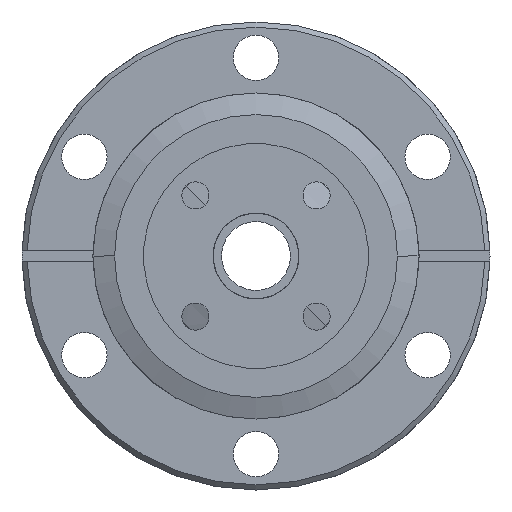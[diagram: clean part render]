
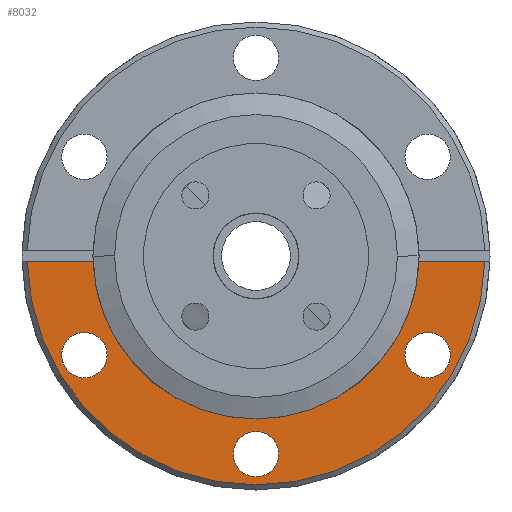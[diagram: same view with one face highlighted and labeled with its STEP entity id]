
A CAD part, left-side view. The second image highlights one B-rep face of the part: STEP entity #8032.
In plain terms, the highlighted planar face has unit normal (-1, 0, 0).
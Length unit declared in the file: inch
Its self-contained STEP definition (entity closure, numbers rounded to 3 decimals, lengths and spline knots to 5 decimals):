
#612 = AXIS2_PLACEMENT_3D ( 'NONE', #4585, #4591, #4602 ) ;
#676 = AXIS2_PLACEMENT_3D ( 'NONE', #4001, #3996, #3997 ) ;
#681 = AXIS2_PLACEMENT_3D ( 'NONE', #4520, #4533, #4532 ) ;
#744 = AXIS2_PLACEMENT_3D ( 'NONE', #3365, #3363, #3362 ) ;
#750 = AXIS2_PLACEMENT_3D ( 'NONE', #2879, #2875, #3323 ) ;
#756 = AXIS2_PLACEMENT_3D ( 'NONE', #3231, #3229, #3228 ) ;
#775 = AXIS2_PLACEMENT_3D ( 'NONE', #4550, #4549, #4563 ) ;
#835 = AXIS2_PLACEMENT_3D ( 'NONE', #3906, #3908, #3909 ) ;
#1835 = CIRCLE ( 'NONE', #775, 0.1325 ) ;
#1854 = CIRCLE ( 'NONE', #612, 0.1325 ) ;
#1872 = LINE ( 'NONE', #4698, #1879 ) ;
#1879 = VECTOR ( 'NONE', #4699, 39.37008 ) ;
#1916 = CIRCLE ( 'NONE', #681, 0.1325 ) ;
#2036 = VERTEX_POINT ( 'NONE', #2409 ) ;
#2123 = VERTEX_POINT ( 'NONE', #2417 ) ;
#2149 = VERTEX_POINT ( 'NONE', #2183 ) ;
#2151 = VERTEX_POINT ( 'NONE', #2237 ) ;
#2155 = VERTEX_POINT ( 'NONE', #2245 ) ;
#2159 = VERTEX_POINT ( 'NONE', #2261 ) ;
#2160 = VERTEX_POINT ( 'NONE', #2262 ) ;
#2167 = VERTEX_POINT ( 'NONE', #2265 ) ;
#2168 = VERTEX_POINT ( 'NONE', #2266 ) ;
#2183 = CARTESIAN_POINT ( 'NONE',  ( 0.5, 0.95053, -0.03 ) ) ;
#2237 = CARTESIAN_POINT ( 'NONE',  ( 0.5, 0., -1.2885 ) ) ;
#2245 = CARTESIAN_POINT ( 'NONE',  ( 0.5, -0.95053, -0.03 ) ) ;
#2261 = CARTESIAN_POINT ( 'NONE',  ( 0.5, 0., -1.0235 ) ) ;
#2262 = CARTESIAN_POINT ( 'NONE',  ( 0.5, 1.33466, -0.03 ) ) ;
#2265 = CARTESIAN_POINT ( 'NONE',  ( 0.5, 1.00113, -0.4455 ) ) ;
#2266 = CARTESIAN_POINT ( 'NONE',  ( 0.5, -1.00113, -0.4455 ) ) ;
#2307 = CARTESIAN_POINT ( 'NONE',  ( 0.5, -1.00113, -0.7105 ) ) ;
#2409 = CARTESIAN_POINT ( 'NONE',  ( 0.5, -1.33466, -0.03 ) ) ;
#2417 = CARTESIAN_POINT ( 'NONE',  ( 0.5, 1.00113, -0.7105 ) ) ;
#2454 = VERTEX_POINT ( 'NONE', #2307 ) ;
#2875 = DIRECTION ( 'NONE',  ( -1., 0., 0. ) ) ;
#2877 = CARTESIAN_POINT ( 'NONE',  ( 0.5, -1.38335, -0.03 ) ) ;
#2879 = CARTESIAN_POINT ( 'NONE',  ( 0.5, -1.00113, -0.578 ) ) ;
#3211 = DIRECTION ( 'NONE',  ( 0., -1., 0. ) ) ;
#3228 = DIRECTION ( 'NONE',  ( 0., 1., 0. ) ) ;
#3229 = DIRECTION ( 'NONE',  ( -1., 0., 0. ) ) ;
#3231 = CARTESIAN_POINT ( 'NONE',  ( 0.5, 0., 0. ) ) ;
#3323 = DIRECTION ( 'NONE',  ( 0., 0., 1. ) ) ;
#3362 = DIRECTION ( 'NONE',  ( 0., 0., 1. ) ) ;
#3363 = DIRECTION ( 'NONE',  ( -1., 0., 0. ) ) ;
#3365 = CARTESIAN_POINT ( 'NONE',  ( 0.5, 1.00113, -0.578 ) ) ;
#3906 = CARTESIAN_POINT ( 'NONE',  ( 0.5, 0., 0. ) ) ;
#3908 = DIRECTION ( 'NONE',  ( -1., 0., 0. ) ) ;
#3909 = DIRECTION ( 'NONE',  ( 0., -1., 0. ) ) ;
#3996 = DIRECTION ( 'NONE',  ( -1., 0., 0. ) ) ;
#3997 = DIRECTION ( 'NONE',  ( 0., 0., 1. ) ) ;
#4001 = CARTESIAN_POINT ( 'NONE',  ( 0.5, 0., -1.156 ) ) ;
#4520 = CARTESIAN_POINT ( 'NONE',  ( 0.5, 0., -1.156 ) ) ;
#4532 = DIRECTION ( 'NONE',  ( 0., 0., 1. ) ) ;
#4533 = DIRECTION ( 'NONE',  ( -1., 0., 0. ) ) ;
#4549 = DIRECTION ( 'NONE',  ( -1., 0., 0. ) ) ;
#4550 = CARTESIAN_POINT ( 'NONE',  ( 0.5, -1.00113, -0.578 ) ) ;
#4563 = DIRECTION ( 'NONE',  ( 0., 0., 1. ) ) ;
#4585 = CARTESIAN_POINT ( 'NONE',  ( 0.5, 1.00113, -0.578 ) ) ;
#4591 = DIRECTION ( 'NONE',  ( -1., 0., 0. ) ) ;
#4602 = DIRECTION ( 'NONE',  ( 0., 0., 1. ) ) ;
#4698 = CARTESIAN_POINT ( 'NONE',  ( 0.5, 1.38335, -0.03 ) ) ;
#4699 = DIRECTION ( 'NONE',  ( 0., -1., 0. ) ) ;
#5438 = EDGE_LOOP ( 'NONE', ( #12530, #12531 ) ) ;
#5442 = EDGE_LOOP ( 'NONE', ( #12532, #12533 ) ) ;
#5445 = EDGE_LOOP ( 'NONE', ( #12534, #12537, #12535, #12536 ) ) ;
#5684 = EDGE_LOOP ( 'NONE', ( #12538, #12513 ) ) ;
#6328 = EDGE_CURVE ( 'NONE', #2155, #2036, #12187, .T. ) ;
#6365 = EDGE_CURVE ( 'NONE', #2160, #2036, #12464, .T. ) ;
#6377 = EDGE_CURVE ( 'NONE', #2454, #2168, #12450, .T. ) ;
#6388 = EDGE_CURVE ( 'NONE', #2167, #2123, #12435, .T. ) ;
#6425 = EDGE_CURVE ( 'NONE', #2149, #2155, #12389, .T. ) ;
#6449 = EDGE_CURVE ( 'NONE', #2159, #2151, #12354, .T. ) ;
#6618 = EDGE_CURVE ( 'NONE', #2151, #2159, #1916, .T. ) ;
#6628 = EDGE_CURVE ( 'NONE', #2168, #2454, #1835, .T. ) ;
#6638 = EDGE_CURVE ( 'NONE', #2123, #2167, #1854, .T. ) ;
#6658 = EDGE_CURVE ( 'NONE', #2160, #2149, #1872, .T. ) ;
#6849 = AXIS2_PLACEMENT_3D ( 'NONE', #10006, #10018, #10017 ) ;
#7805 = FACE_OUTER_BOUND ( 'NONE', #5445, .T. ) ;
#7809 = FACE_BOUND ( 'NONE', #5684, .T. ) ;
#8032 = ADVANCED_FACE ( 'NONE', ( #10913, #10914, #7805, #7809 ), #10007, .F. ) ;
#10006 = CARTESIAN_POINT ( 'NONE',  ( 0.5, 1.365, 0. ) ) ;
#10007 = PLANE ( 'NONE',  #6849 ) ;
#10017 = DIRECTION ( 'NONE',  ( 0., 1., 0. ) ) ;
#10018 = DIRECTION ( 'NONE',  ( 1., 0., 0. ) ) ;
#10913 = FACE_BOUND ( 'NONE', #5438, .T. ) ;
#10914 = FACE_BOUND ( 'NONE', #5442, .T. ) ;
#12186 = VECTOR ( 'NONE', #3211, 39.37008 ) ;
#12187 = LINE ( 'NONE', #2877, #12186 ) ;
#12354 = CIRCLE ( 'NONE', #676, 0.1325 ) ;
#12389 = CIRCLE ( 'NONE', #835, 0.951 ) ;
#12435 = CIRCLE ( 'NONE', #744, 0.1325 ) ;
#12450 = CIRCLE ( 'NONE', #750, 0.1325 ) ;
#12464 = CIRCLE ( 'NONE', #756, 1.335 ) ;
#12513 = ORIENTED_EDGE ( 'NONE', *, *, #6377, .F. ) ;
#12530 = ORIENTED_EDGE ( 'NONE', *, *, #6388, .F. ) ;
#12531 = ORIENTED_EDGE ( 'NONE', *, *, #6638, .F. ) ;
#12532 = ORIENTED_EDGE ( 'NONE', *, *, #6449, .F. ) ;
#12533 = ORIENTED_EDGE ( 'NONE', *, *, #6618, .F. ) ;
#12534 = ORIENTED_EDGE ( 'NONE', *, *, #6365, .T. ) ;
#12535 = ORIENTED_EDGE ( 'NONE', *, *, #6425, .F. ) ;
#12536 = ORIENTED_EDGE ( 'NONE', *, *, #6658, .F. ) ;
#12537 = ORIENTED_EDGE ( 'NONE', *, *, #6328, .F. ) ;
#12538 = ORIENTED_EDGE ( 'NONE', *, *, #6628, .F. ) ;
